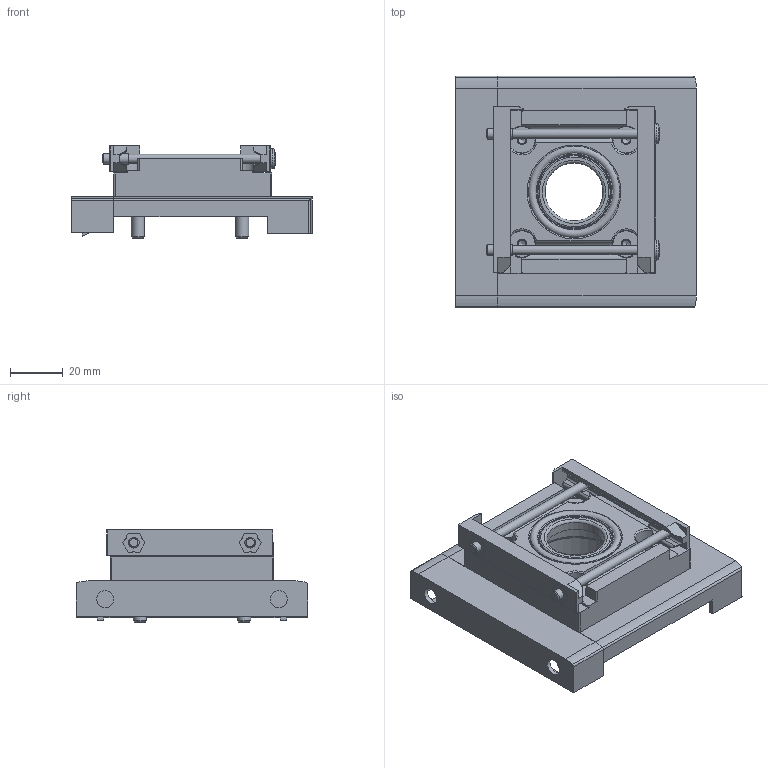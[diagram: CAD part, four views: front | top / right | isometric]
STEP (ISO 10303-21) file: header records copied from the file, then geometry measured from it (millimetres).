
FILE_DESCRIPTION(/* description */ ('STEP AP214'),/* implementation_level */ '2;1');
FILE_NAME(/* name */ '3426895_MS6-9-AMV',/* time_stamp */ '2024-09-10T14:20:11+02:00',/* author */ ('License CC BY-ND 4.0'),/* organization */ ('CADENAS'),/* preprocessor_version */ 'ST-DEVELOPER v19.3',/* originating_system */ 'PARTsolutions',/* authorisation */ ' ');
FILE_SCHEMA (('AUTOMOTIVE_DESIGN {1 0 10303 214 3 1 1}'));
Length unit declared in the file: millimetre
Products named in the file (11): 3426895 MS6-9-AMV; 3426895 MS6-9-AMV---(MV_96); 327382 O-Ring; 719595 O-Ring; 5206604 MS6-MV-B---(0_p); 8134994 MS6-MV-B---(0_p); 543493 MS6-NNR; 714261 Ring; 709522 MS6-9 Abdeckung---(HI); Senkschraube DIN 7991 M5x25; 721842 MS6-9 Kappe---(HI)
Assembly tree (14 placements, depth 2):
  3426895 MS6-9-AMV
    3426895 MS6-9-AMV---(MV_96)
    327382 O-Ring
    719595 O-Ring
    5206604 MS6-MV-B---(0_p)
    8134994 MS6-MV-B---(0_p)
    543493 MS6-NNR
    714261 Ring
    709522 MS6-9 Abdeckung---(HI)
    Senkschraube DIN 7991 M5x25  x4
    721842 MS6-9 Kappe---(HI)  x2
Bounding box: 91.5 x 88 x 35.05 mm (x, y, z)
Volume: 90583.4 mm3; surface area: 48553.7 mm2
Topology: 14 solids, 14 shells, 454 faces, 1137 edges, 724 vertices
Faces by surface type: plane 255, cylinder 129, cone 43, torus 27
Full cylindrical faces by diameter (mm): 3.242 x2, 3.4 x2, 4 x2, 4.5 x2, 4.6 x2, 5 x4, 5.5 x4, 6.5 x4, 7.6 x2, 7.8 x2, 9.5 x2, 10 x4, 11 x4, 22 x1, 27.5 x1, 28.15 x1, 32 x1, 34.6 x1, 34.9 x1, 36 x1, 42.6 x1, 48.15 x1, 48.3 x1
Entity records: 12609 total; most frequent: CARTESIAN_POINT 2171, DIRECTION 1907, ORIENTED_EDGE 1774, EDGE_CURVE 887, AXIS2_PLACEMENT_3D 688, VERTEX_POINT 625, LINE 531, VECTOR 531
